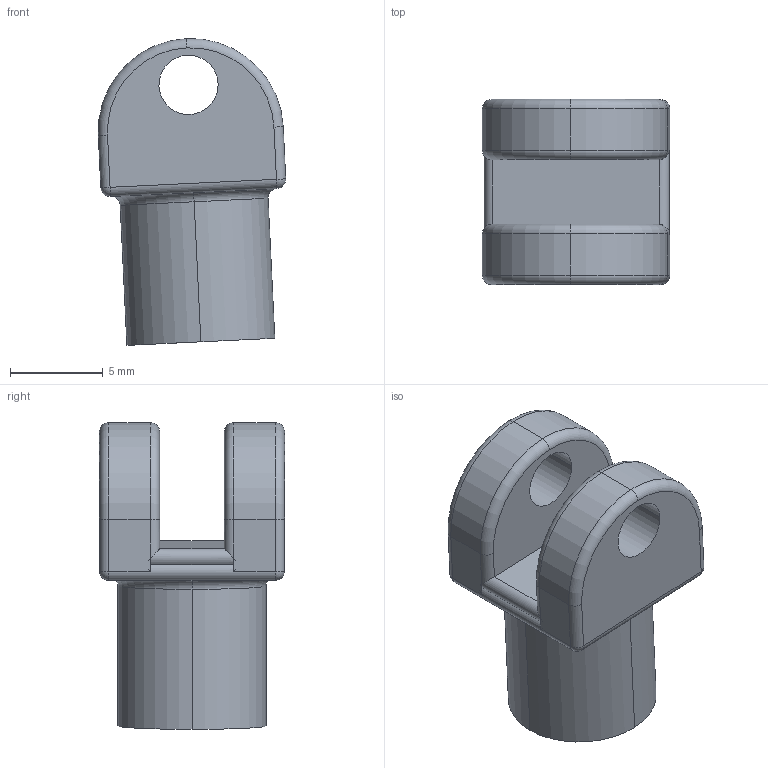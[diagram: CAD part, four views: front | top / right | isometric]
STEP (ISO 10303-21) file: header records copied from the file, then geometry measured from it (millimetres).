
FILE_DESCRIPTION (( 'STEP AP203' ), '1' );
FILE_NAME ('Forquilla P.step_Predeterminado_sldprt.STEP', '2025-01-30T00:13:30', ( '' ), ( '' ), 'SwSTEP 2.0', 'SolidWorks 2025', '' );
FILE_SCHEMA (( 'CONFIG_CONTROL_DESIGN' ));
Length unit declared in the file: millimetre
Products named in the file (1): Forquilla P.step_Predeterminado_sldprt
Bounding box: 10.12 x 10 x 16.57 mm (x, y, z)
Volume: 796.8 mm3; surface area: 856.1 mm2
Topology: 1 solids, 1 shells, 66 faces, 149 edges, 82 vertices
Faces by surface type: cylinder 31, plane 19, torus 12, sphere 4
Entity records: 1866 total; most frequent: CARTESIAN_POINT 336, DIRECTION 329, ORIENTED_EDGE 290, EDGE_CURVE 145, AXIS2_PLACEMENT_3D 131, VERTEX_POINT 82, EDGE_LOOP 71, VECTOR 67
